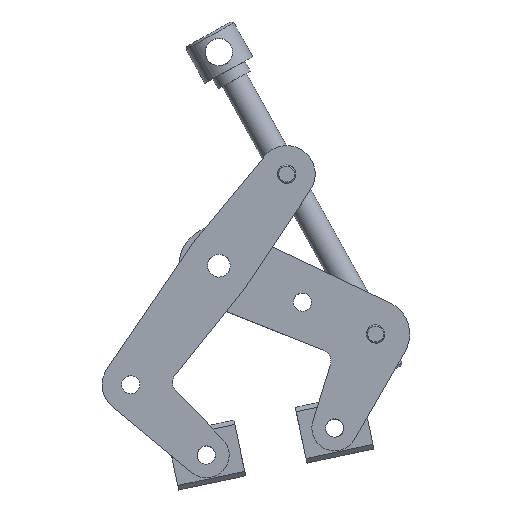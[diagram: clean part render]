
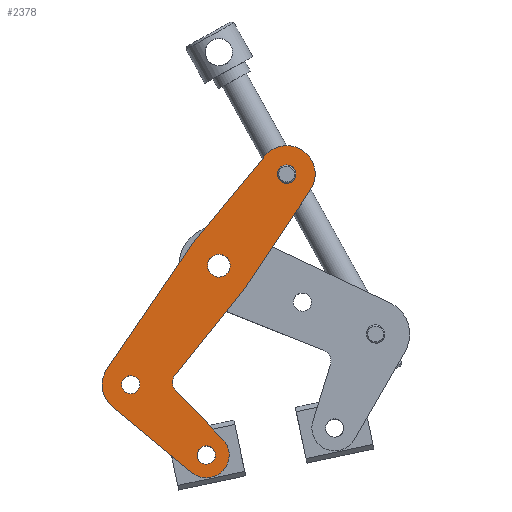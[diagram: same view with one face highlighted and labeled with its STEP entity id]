
A CAD part, top view. The second image highlights one B-rep face of the part: STEP entity #2378.
In plain terms, the highlighted planar face has unit normal (0, 0, 1).
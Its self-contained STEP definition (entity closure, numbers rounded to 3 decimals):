
#171=PLANE('',#2874);
#243=FACE_BOUND('',#633,.T.);
#244=FACE_BOUND('',#634,.T.);
#245=FACE_BOUND('',#635,.T.);
#246=FACE_BOUND('',#636,.T.);
#330=CIRCLE('',#2839,5.);
#332=CIRCLE('',#2843,5.);
#334=CIRCLE('',#2846,4.);
#336=CIRCLE('',#2849,4.);
#338=CIRCLE('',#2852,4.);
#340=CIRCLE('',#2856,12.5);
#342=CIRCLE('',#2861,10.);
#344=CIRCLE('',#2864,15.);
#345=CIRCLE('',#2866,15.);
#348=CIRCLE('',#2872,12.5);
#462=FACE_OUTER_BOUND('',#632,.T.);
#632=EDGE_LOOP('',(#2017,#2018,#2019,#2020,#2021,#2022,#2023,#2024,#2025,
#2026,#2027,#2028));
#633=EDGE_LOOP('',(#2029));
#634=EDGE_LOOP('',(#2030));
#635=EDGE_LOOP('',(#2031));
#636=EDGE_LOOP('',(#2032));
#745=LINE('',#4142,#939);
#750=LINE('',#4170,#944);
#755=LINE('',#4184,#949);
#758=LINE('',#4190,#952);
#763=LINE('',#4211,#957);
#766=LINE('',#4217,#960);
#939=VECTOR('',#3346,10.);
#944=VECTOR('',#3377,10.);
#949=VECTOR('',#3390,10.);
#952=VECTOR('',#3395,10.);
#957=VECTOR('',#3420,10.);
#960=VECTOR('',#3425,10.);
#1183=VERTEX_POINT('',#4132);
#1184=VERTEX_POINT('',#4134);
#1186=VERTEX_POINT('',#4140);
#1188=VERTEX_POINT('',#4146);
#1190=VERTEX_POINT('',#4152);
#1192=VERTEX_POINT('',#4158);
#1194=VERTEX_POINT('',#4164);
#1195=VERTEX_POINT('',#4168);
#1196=VERTEX_POINT('',#4169);
#1200=VERTEX_POINT('',#4179);
#1201=VERTEX_POINT('',#4183);
#1203=VERTEX_POINT('',#4189);
#1206=VERTEX_POINT('',#4200);
#1207=VERTEX_POINT('',#4204);
#1209=VERTEX_POINT('',#4210);
#1211=VERTEX_POINT('',#4216);
#1451=EDGE_CURVE('',#1183,#1184,#330,.T.);
#1455=EDGE_CURVE('',#1186,#1183,#745,.T.);
#1458=EDGE_CURVE('',#1188,#1188,#332,.T.);
#1461=EDGE_CURVE('',#1190,#1190,#334,.T.);
#1464=EDGE_CURVE('',#1192,#1192,#336,.T.);
#1467=EDGE_CURVE('',#1194,#1194,#338,.T.);
#1468=EDGE_CURVE('',#1195,#1196,#750,.T.);
#1474=EDGE_CURVE('',#1200,#1195,#340,.T.);
#1475=EDGE_CURVE('',#1184,#1201,#755,.T.);
#1478=EDGE_CURVE('',#1203,#1200,#758,.T.);
#1482=EDGE_CURVE('',#1201,#1203,#342,.T.);
#1485=EDGE_CURVE('',#1206,#1186,#344,.T.);
#1486=EDGE_CURVE('',#1196,#1207,#345,.T.);
#1489=EDGE_CURVE('',#1207,#1209,#763,.T.);
#1492=EDGE_CURVE('',#1211,#1206,#766,.T.);
#1496=EDGE_CURVE('',#1209,#1211,#348,.T.);
#2017=ORIENTED_EDGE('',*,*,#1496,.F.);
#2018=ORIENTED_EDGE('',*,*,#1489,.F.);
#2019=ORIENTED_EDGE('',*,*,#1486,.F.);
#2020=ORIENTED_EDGE('',*,*,#1468,.F.);
#2021=ORIENTED_EDGE('',*,*,#1474,.F.);
#2022=ORIENTED_EDGE('',*,*,#1478,.F.);
#2023=ORIENTED_EDGE('',*,*,#1482,.F.);
#2024=ORIENTED_EDGE('',*,*,#1475,.F.);
#2025=ORIENTED_EDGE('',*,*,#1451,.F.);
#2026=ORIENTED_EDGE('',*,*,#1455,.F.);
#2027=ORIENTED_EDGE('',*,*,#1485,.F.);
#2028=ORIENTED_EDGE('',*,*,#1492,.F.);
#2029=ORIENTED_EDGE('',*,*,#1458,.T.);
#2030=ORIENTED_EDGE('',*,*,#1467,.T.);
#2031=ORIENTED_EDGE('',*,*,#1464,.T.);
#2032=ORIENTED_EDGE('',*,*,#1461,.T.);
#2378=ADVANCED_FACE('',(#462,#243,#244,#245,#246),#171,.T.);
#2839=AXIS2_PLACEMENT_3D('',#4135,#3339,#3340);
#2843=AXIS2_PLACEMENT_3D('',#4148,#3352,#3353);
#2846=AXIS2_PLACEMENT_3D('',#4154,#3359,#3360);
#2849=AXIS2_PLACEMENT_3D('',#4160,#3366,#3367);
#2852=AXIS2_PLACEMENT_3D('',#4166,#3373,#3374);
#2856=AXIS2_PLACEMENT_3D('',#4181,#3386,#3387);
#2861=AXIS2_PLACEMENT_3D('',#4196,#3402,#3403);
#2864=AXIS2_PLACEMENT_3D('',#4202,#3409,#3410);
#2866=AXIS2_PLACEMENT_3D('',#4205,#3413,#3414);
#2872=AXIS2_PLACEMENT_3D('',#4223,#3432,#3433);
#2874=AXIS2_PLACEMENT_3D('',#4225,#3436,#3437);
#3339=DIRECTION('center_axis',(0.,0.,1.));
#3340=DIRECTION('ref_axis',(-0.631,0.776,0.));
#3346=DIRECTION('',(-0.999,0.038,0.));
#3352=DIRECTION('center_axis',(0.,0.,-1.));
#3353=DIRECTION('ref_axis',(-1.,0.,0.));
#3359=DIRECTION('center_axis',(0.,0.,-1.));
#3360=DIRECTION('ref_axis',(-1.,0.,0.));
#3366=DIRECTION('center_axis',(0.,0.,-1.));
#3367=DIRECTION('ref_axis',(-1.,0.,0.));
#3373=DIRECTION('center_axis',(0.,0.,-1.));
#3374=DIRECTION('ref_axis',(-1.,0.,0.));
#3377=DIRECTION('',(0.999,0.038,0.));
#3386=DIRECTION('center_axis',(0.,0.,-1.));
#3387=DIRECTION('ref_axis',(1.,0.,0.));
#3390=DIRECTION('',(-0.165,-0.986,0.));
#3395=DIRECTION('',(0.055,0.998,0.));
#3402=DIRECTION('center_axis',(0.,0.,-1.));
#3403=DIRECTION('ref_axis',(1.,0.,0.));
#3409=DIRECTION('center_axis',(0.,0.,-1.));
#3410=DIRECTION('ref_axis',(1.,0.,0.));
#3413=DIRECTION('center_axis',(0.,0.,-1.));
#3414=DIRECTION('ref_axis',(1.,0.,0.));
#3420=DIRECTION('',(0.999,-0.05,0.));
#3425=DIRECTION('',(-0.999,-0.05,0.));
#3432=DIRECTION('center_axis',(0.,0.,-1.));
#3433=DIRECTION('ref_axis',(1.,0.,0.));
#3436=DIRECTION('center_axis',(0.,0.,1.));
#3437=DIRECTION('ref_axis',(1.,0.,0.));
#4132=CARTESIAN_POINT('',(-50.091,-13.083,4.));
#4134=CARTESIAN_POINT('',(-55.215,-17.254,4.));
#4135=CARTESIAN_POINT('Origin',(-50.284,-18.079,4.));
#4140=CARTESIAN_POINT('',(-0.577,-14.989,4.));
#4142=CARTESIAN_POINT('',(-65.481,-12.491,4.));
#4146=CARTESIAN_POINT('',(5.,0.,4.));
#4148=CARTESIAN_POINT('Origin',(0.,0.,4.));
#4152=CARTESIAN_POINT('',(54.,0.,4.));
#4154=CARTESIAN_POINT('Origin',(50.,0.,4.));
#4158=CARTESIAN_POINT('',(-61.,0.,4.));
#4160=CARTESIAN_POINT('Origin',(-65.,0.,4.));
#4164=CARTESIAN_POINT('',(-66.,-45.,4.));
#4166=CARTESIAN_POINT('Origin',(-70.,-45.,4.));
#4168=CARTESIAN_POINT('',(-65.481,12.491,4.));
#4169=CARTESIAN_POINT('',(-0.577,14.989,4.));
#4170=CARTESIAN_POINT('',(-0.577,14.989,4.));
#4179=CARTESIAN_POINT('',(-77.481,0.692,4.));
#4181=CARTESIAN_POINT('Origin',(-65.,0.,4.));
#4183=CARTESIAN_POINT('',(-60.137,-46.651,4.));
#4184=CARTESIAN_POINT('',(-60.137,-46.651,4.));
#4189=CARTESIAN_POINT('',(-79.985,-44.446,4.));
#4190=CARTESIAN_POINT('',(-77.481,0.692,4.));
#4196=CARTESIAN_POINT('Origin',(-70.,-45.,4.));
#4200=CARTESIAN_POINT('',(0.75,-14.981,4.));
#4202=CARTESIAN_POINT('Origin',(0.,0.,4.));
#4204=CARTESIAN_POINT('',(0.75,14.981,4.));
#4205=CARTESIAN_POINT('Origin',(0.,0.,4.));
#4210=CARTESIAN_POINT('',(50.625,12.484,4.));
#4211=CARTESIAN_POINT('',(50.625,12.484,4.));
#4216=CARTESIAN_POINT('',(50.625,-12.484,4.));
#4217=CARTESIAN_POINT('',(0.75,-14.981,4.));
#4223=CARTESIAN_POINT('Origin',(50.,0.,4.));
#4225=CARTESIAN_POINT('Origin',(50.061,0.,4.));
